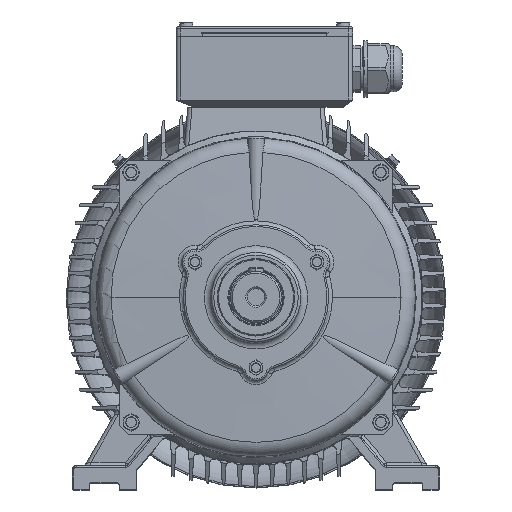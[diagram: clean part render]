
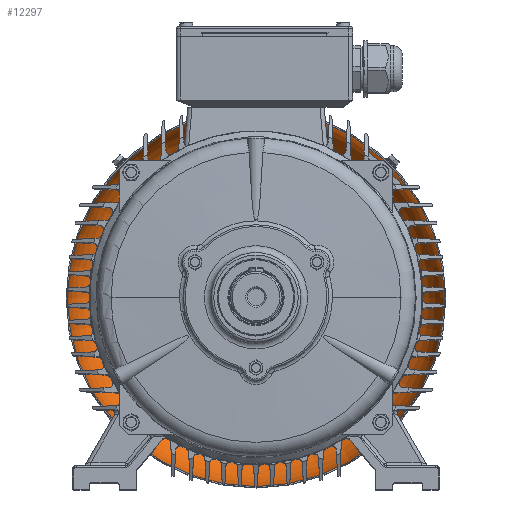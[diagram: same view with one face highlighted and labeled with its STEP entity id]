
A CAD part, top view. The second image highlights one B-rep face of the part: STEP entity #12297.
In plain terms, the highlighted toroidal (fillet/blend) face has major radius 146 mm and minor radius 75 mm.
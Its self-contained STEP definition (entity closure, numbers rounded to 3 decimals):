
#1991=TOROIDAL_SURFACE('',#92071,146.,75.);
#6826=FACE_BOUND('',#23075,.T.);
#6827=FACE_BOUND('',#23076,.T.);
#12297=ADVANCED_FACE('',(#6826,#6827),#1991,.F.);
#23075=EDGE_LOOP('',(#56861));
#23076=EDGE_LOOP('',(#56862));
#56861=ORIENTED_EDGE('',*,*,#83472,.T.);
#56862=ORIENTED_EDGE('',*,*,#83455,.F.);
#73764=VERTEX_POINT('',#152621);
#73781=VERTEX_POINT('',#152728);
#83455=EDGE_CURVE('',#73764,#73764,#88146,.T.);
#83472=EDGE_CURVE('',#73781,#73781,#88155,.T.);
#88146=CIRCLE('',#92060,221.);
#88155=CIRCLE('',#92070,159.806);
#92060=AXIS2_PLACEMENT_3D('',#152620,#108248,#108249);
#92070=AXIS2_PLACEMENT_3D('',#152727,#108268,#108269);
#92071=AXIS2_PLACEMENT_3D('',#152729,#108270,#108271);
#108248=DIRECTION('',(0.,0.,-1.));
#108249=DIRECTION('',(1.,0.,0.));
#108268=DIRECTION('',(0.,0.,-1.));
#108269=DIRECTION('',(-1.,0.,0.));
#108270=DIRECTION('',(0.,0.,1.));
#108271=DIRECTION('',(1.,0.,0.));
#152620=CARTESIAN_POINT('',(255.034,275.49,-34.206));
#152621=CARTESIAN_POINT('',(476.034,275.49,-34.206));
#152727=CARTESIAN_POINT('',(255.034,275.49,-107.924));
#152728=CARTESIAN_POINT('',(95.227,275.49,-107.924));
#152729=CARTESIAN_POINT('',(255.034,275.49,-34.206));
